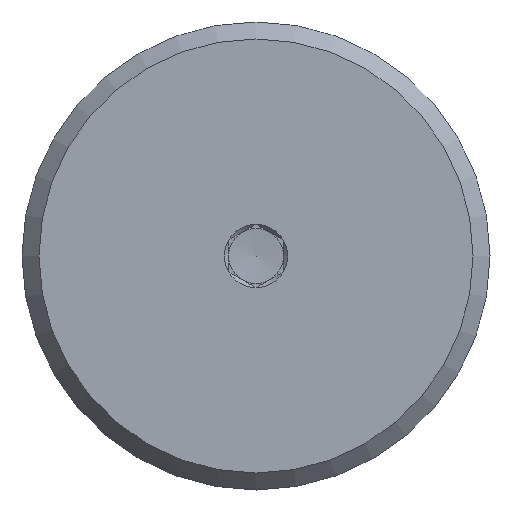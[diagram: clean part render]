
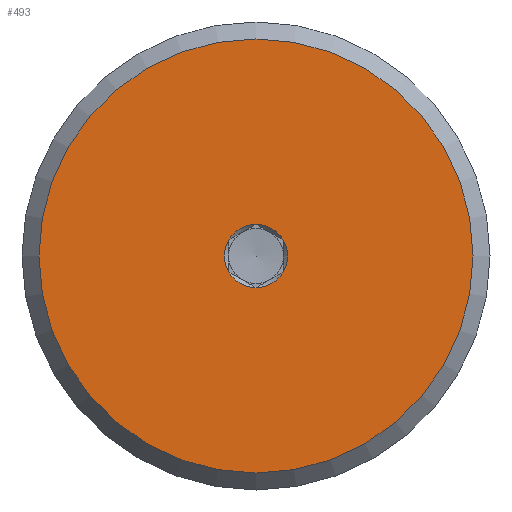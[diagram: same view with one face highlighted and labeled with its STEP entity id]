
A CAD part, left-side view. The second image highlights one B-rep face of the part: STEP entity #493.
In plain terms, the highlighted planar face has unit normal (-1, 0, 0).
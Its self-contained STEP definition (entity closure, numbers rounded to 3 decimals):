
#33=FACE_BOUND('',#193,.T.);
#155=FACE_OUTER_BOUND('',#192,.T.);
#192=EDGE_LOOP('',(#427));
#193=EDGE_LOOP('',(#428,#429,#430,#431,#432,#433));
#218=CIRCLE('',#578,5.774);
#219=CIRCLE('',#580,5.774);
#220=CIRCLE('',#582,5.774);
#221=CIRCLE('',#584,5.774);
#222=CIRCLE('',#586,5.774);
#223=CIRCLE('',#588,5.774);
#224=CIRCLE('',#590,39.5);
#262=VERTEX_POINT('',#2433);
#263=VERTEX_POINT('',#2434);
#264=VERTEX_POINT('',#2441);
#265=VERTEX_POINT('',#2447);
#266=VERTEX_POINT('',#2453);
#267=VERTEX_POINT('',#2459);
#268=VERTEX_POINT('',#2481);
#319=EDGE_CURVE('',#265,#266,#218,.T.);
#320=EDGE_CURVE('',#266,#267,#219,.T.);
#321=EDGE_CURVE('',#267,#262,#220,.T.);
#322=EDGE_CURVE('',#262,#263,#221,.T.);
#323=EDGE_CURVE('',#263,#264,#222,.T.);
#324=EDGE_CURVE('',#264,#265,#223,.T.);
#325=EDGE_CURVE('',#268,#268,#224,.T.);
#427=ORIENTED_EDGE('',*,*,#325,.F.);
#428=ORIENTED_EDGE('',*,*,#320,.T.);
#429=ORIENTED_EDGE('',*,*,#321,.T.);
#430=ORIENTED_EDGE('',*,*,#322,.T.);
#431=ORIENTED_EDGE('',*,*,#323,.T.);
#432=ORIENTED_EDGE('',*,*,#324,.T.);
#433=ORIENTED_EDGE('',*,*,#319,.T.);
#462=PLANE('',#589);
#493=ADVANCED_FACE('',(#155,#33),#462,.T.);
#578=AXIS2_PLACEMENT_3D('',#2469,#696,#697);
#580=AXIS2_PLACEMENT_3D('',#2471,#700,#701);
#582=AXIS2_PLACEMENT_3D('',#2473,#704,#705);
#584=AXIS2_PLACEMENT_3D('',#2475,#708,#709);
#586=AXIS2_PLACEMENT_3D('',#2477,#712,#713);
#588=AXIS2_PLACEMENT_3D('',#2479,#716,#717);
#589=AXIS2_PLACEMENT_3D('',#2480,#718,#719);
#590=AXIS2_PLACEMENT_3D('',#2482,#720,#721);
#696=DIRECTION('center_axis',(1.,0.,0.));
#697=DIRECTION('ref_axis',(0.,0.,-1.));
#700=DIRECTION('center_axis',(1.,0.,0.));
#701=DIRECTION('ref_axis',(0.,0.,-1.));
#704=DIRECTION('center_axis',(1.,0.,0.));
#705=DIRECTION('ref_axis',(0.,0.,-1.));
#708=DIRECTION('center_axis',(1.,0.,0.));
#709=DIRECTION('ref_axis',(0.,0.,-1.));
#712=DIRECTION('center_axis',(1.,0.,0.));
#713=DIRECTION('ref_axis',(0.,0.,-1.));
#716=DIRECTION('center_axis',(1.,0.,0.));
#717=DIRECTION('ref_axis',(0.,0.,-1.));
#718=DIRECTION('center_axis',(-1.,0.,0.));
#719=DIRECTION('ref_axis',(0.,0.,1.));
#720=DIRECTION('center_axis',(1.,0.,0.));
#721=DIRECTION('ref_axis',(0.,0.,-1.));
#2433=CARTESIAN_POINT('',(-20.32,-5.,-2.887));
#2434=CARTESIAN_POINT('',(-20.32,0.,-5.774));
#2441=CARTESIAN_POINT('',(-20.32,5.,-2.887));
#2447=CARTESIAN_POINT('',(-20.32,5.,2.887));
#2453=CARTESIAN_POINT('',(-20.32,0.,5.774));
#2459=CARTESIAN_POINT('',(-20.32,-5.,2.887));
#2469=CARTESIAN_POINT('Origin',(-20.32,0.,0.));
#2471=CARTESIAN_POINT('Origin',(-20.32,0.,0.));
#2473=CARTESIAN_POINT('Origin',(-20.32,0.,0.));
#2475=CARTESIAN_POINT('Origin',(-20.32,0.,0.));
#2477=CARTESIAN_POINT('Origin',(-20.32,0.,0.));
#2479=CARTESIAN_POINT('Origin',(-20.32,0.,0.));
#2480=CARTESIAN_POINT('Origin',(-20.32,4.8,0.));
#2481=CARTESIAN_POINT('',(-20.32,39.5,0.));
#2482=CARTESIAN_POINT('Origin',(-20.32,0.,0.));
